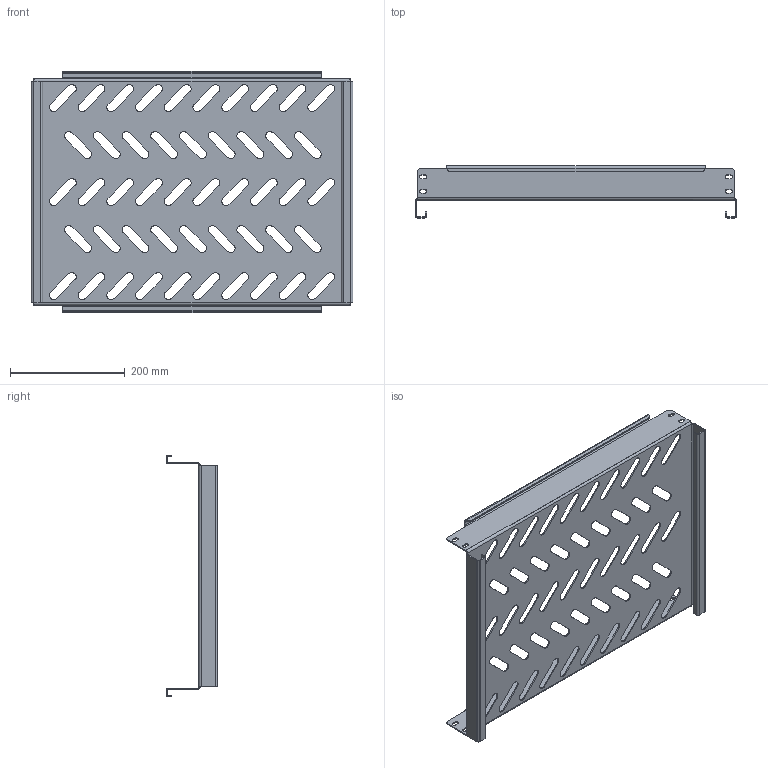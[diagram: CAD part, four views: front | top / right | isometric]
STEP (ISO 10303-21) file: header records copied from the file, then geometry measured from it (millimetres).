
FILE_DESCRIPTION (( 'STEP AP214' ), '1' );
FILE_NAME ('945.356.STEP', '2024-09-25T12:00:24', ( '' ), ( '' ), 'SwSTEP 2.0', 'SolidWorks 2021', '' );
FILE_SCHEMA (( 'AUTOMOTIVE_DESIGN' ));
Length unit declared in the file: millimetre
Products named in the file (1): 945.356
Bounding box: 560 x 90 x 420 mm (x, y, z)
Volume: 594587.6 mm3; surface area: 613057.1 mm2
Topology: 1 solids, 1 shells, 402 faces, 1112 edges, 712 vertices
Faces by surface type: cylinder 204, plane 190, bspline 8
Entity records: 13494 total; most frequent: CARTESIAN_POINT 2727, DIRECTION 2270, ORIENTED_EDGE 2224, EDGE_CURVE 1112, AXIS2_PLACEMENT_3D 803, VERTEX_POINT 712, LINE 664, VECTOR 664
